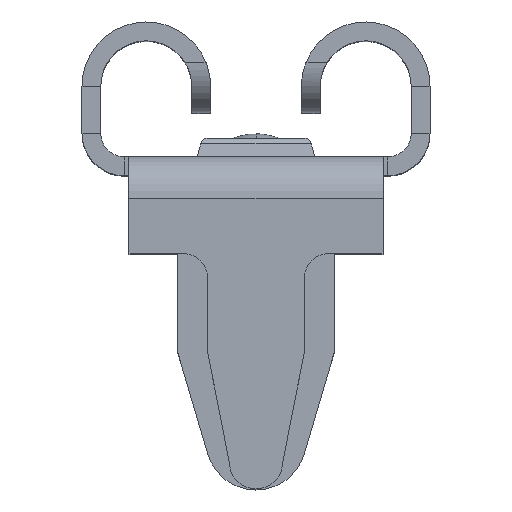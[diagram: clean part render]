
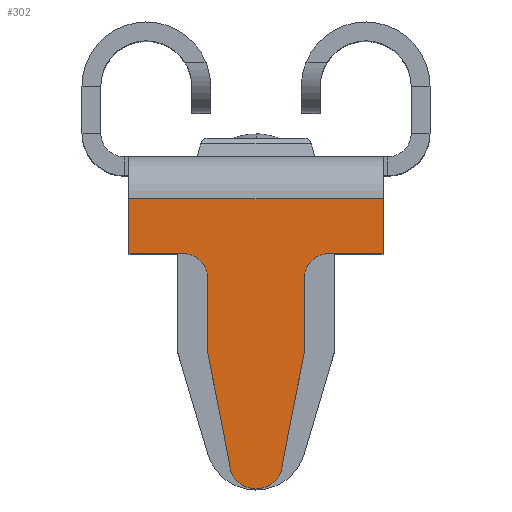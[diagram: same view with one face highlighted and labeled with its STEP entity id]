
A CAD part, top view. The second image highlights one B-rep face of the part: STEP entity #302.
In plain terms, the highlighted planar face has unit normal (0, 0, 1).
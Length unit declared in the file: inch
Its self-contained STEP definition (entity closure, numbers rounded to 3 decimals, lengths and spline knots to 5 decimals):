
#301 = VERTEX_POINT ( 'NONE', #1635 ) ;
#302 = ADVANCED_FACE ( 'NONE', ( #1638 ), #1639, .T. ) ;
#303 = EDGE_LOOP ( 'NONE', ( #304, #305, #306, #307, #310, #336, #476, #551, #523, #526, #389, #465 ) ) ;
#304 = ORIENTED_EDGE ( 'NONE', *, *, #472, .F. ) ;
#305 = ORIENTED_EDGE ( 'NONE', *, *, #347, .T. ) ;
#306 = ORIENTED_EDGE ( 'NONE', *, *, #359, .F. ) ;
#307 = ORIENTED_EDGE ( 'NONE', *, *, #308, .F. ) ;
#308 = EDGE_CURVE ( 'NONE', #309, #360, #1629, .T. ) ;
#309 = VERTEX_POINT ( 'NONE', #1649 ) ;
#310 = ORIENTED_EDGE ( 'NONE', *, *, #311, .F. ) ;
#311 = EDGE_CURVE ( 'NONE', #312, #309, #1636, .T. ) ;
#312 = VERTEX_POINT ( 'NONE', #1631 ) ;
#336 = ORIENTED_EDGE ( 'NONE', *, *, #337, .F. ) ;
#337 = EDGE_CURVE ( 'NONE', #338, #312, #1719, .T. ) ;
#338 = VERTEX_POINT ( 'NONE', #1701 ) ;
#347 = EDGE_CURVE ( 'NONE', #548, #301, #1698, .T. ) ;
#359 = EDGE_CURVE ( 'NONE', #360, #301, #1298, .T. ) ;
#360 = VERTEX_POINT ( 'NONE', #1796 ) ;
#388 = VERTEX_POINT ( 'NONE', #1732 ) ;
#389 = ORIENTED_EDGE ( 'NONE', *, *, #390, .F. ) ;
#390 = EDGE_CURVE ( 'NONE', #391, #388, #1794, .T. ) ;
#391 = VERTEX_POINT ( 'NONE', #1795 ) ;
#400 = VERTEX_POINT ( 'NONE', #1781 ) ;
#415 = VERTEX_POINT ( 'NONE', #1846 ) ;
#465 = ORIENTED_EDGE ( 'NONE', *, *, #466, .F. ) ;
#466 = EDGE_CURVE ( 'NONE', #415, #391, #1902, .T. ) ;
#472 = EDGE_CURVE ( 'NONE', #548, #415, #1926, .T. ) ;
#476 = ORIENTED_EDGE ( 'NONE', *, *, #477, .F. ) ;
#477 = EDGE_CURVE ( 'NONE', #550, #338, #1897, .T. ) ;
#523 = ORIENTED_EDGE ( 'NONE', *, *, #524, .F. ) ;
#524 = EDGE_CURVE ( 'NONE', #525, #400, #2021, .T. ) ;
#525 = VERTEX_POINT ( 'NONE', #2022 ) ;
#526 = ORIENTED_EDGE ( 'NONE', *, *, #527, .F. ) ;
#527 = EDGE_CURVE ( 'NONE', #388, #525, #2041, .T. ) ;
#548 = VERTEX_POINT ( 'NONE', #2078 ) ;
#550 = VERTEX_POINT ( 'NONE', #2077 ) ;
#551 = ORIENTED_EDGE ( 'NONE', *, *, #552, .F. ) ;
#552 = EDGE_CURVE ( 'NONE', #400, #550, #2086, .T. ) ;
#1298 = LINE ( 'NONE', #1365, #1356 ) ;
#1355 = DIRECTION ( 'NONE',  ( 0., 1., 0. ) ) ;
#1356 = VECTOR ( 'NONE', #1355, 39.37008 ) ;
#1365 = CARTESIAN_POINT ( 'NONE',  ( -0.081, 0., 0.13 ) ) ;
#1622 = CARTESIAN_POINT ( 'NONE',  ( -0.046, -0.065, 0.13 ) ) ;
#1625 = DIRECTION ( 'NONE',  ( 0., 0., 1. ) ) ;
#1626 = CARTESIAN_POINT ( 'NONE',  ( -0.046, -0.065, 0.13 ) ) ;
#1627 = AXIS2_PLACEMENT_3D ( 'NONE', #1622, #1625, #1645 ) ;
#1628 = CARTESIAN_POINT ( 'NONE',  ( -0.046, -0.05, 0.13 ) ) ;
#1629 = LINE ( 'NONE', #1628, #1647 ) ;
#1631 = CARTESIAN_POINT ( 'NONE',  ( -0.031, -0.065, 0.13 ) ) ;
#1632 = DIRECTION ( 'NONE',  ( 0., -1., 0. ) ) ;
#1633 = DIRECTION ( 'NONE',  ( 0., 0., 1. ) ) ;
#1635 = CARTESIAN_POINT ( 'NONE',  ( -0.081, -0.015, 0.13 ) ) ;
#1636 = CIRCLE ( 'NONE', #1644, 0.015 ) ;
#1638 = FACE_OUTER_BOUND ( 'NONE', #303, .T. ) ;
#1639 = PLANE ( 'NONE',  #1627 ) ;
#1644 = AXIS2_PLACEMENT_3D ( 'NONE', #1626, #1633, #1632 ) ;
#1645 = DIRECTION ( 'NONE',  ( 0., -1., 0. ) ) ;
#1646 = DIRECTION ( 'NONE',  ( -1., 0., 0. ) ) ;
#1647 = VECTOR ( 'NONE', #1646, 39.37008 ) ;
#1649 = CARTESIAN_POINT ( 'NONE',  ( -0.046, -0.05, 0.13 ) ) ;
#1686 = VECTOR ( 'NONE', #1702, 39.37008 ) ;
#1697 = CARTESIAN_POINT ( 'NONE',  ( -0.046, -0.015, 0.13 ) ) ;
#1698 = LINE ( 'NONE', #1697, #1706 ) ;
#1701 = CARTESIAN_POINT ( 'NONE',  ( -0.031, -0.112, 0.13 ) ) ;
#1702 = DIRECTION ( 'NONE',  ( 0., 1., 0. ) ) ;
#1704 = CARTESIAN_POINT ( 'NONE',  ( -0.031, -0.112, 0.13 ) ) ;
#1705 = DIRECTION ( 'NONE',  ( -1., 0., 0. ) ) ;
#1706 = VECTOR ( 'NONE', #1705, 39.37008 ) ;
#1719 = LINE ( 'NONE', #1704, #1686 ) ;
#1732 = CARTESIAN_POINT ( 'NONE',  ( 0.031, -0.065, 0.13 ) ) ;
#1766 = CARTESIAN_POINT ( 'NONE',  ( 0.046, -0.065, 0.13 ) ) ;
#1781 = CARTESIAN_POINT ( 'NONE',  ( 0.017, -0.183, 0.13 ) ) ;
#1791 = DIRECTION ( 'NONE',  ( 0., -1., 0. ) ) ;
#1792 = DIRECTION ( 'NONE',  ( 0., 0., 1. ) ) ;
#1793 = AXIS2_PLACEMENT_3D ( 'NONE', #1766, #1792, #1791 ) ;
#1794 = CIRCLE ( 'NONE', #1793, 0.015 ) ;
#1795 = CARTESIAN_POINT ( 'NONE',  ( 0.046, -0.05, 0.13 ) ) ;
#1796 = CARTESIAN_POINT ( 'NONE',  ( -0.081, -0.05, 0.13 ) ) ;
#1846 = CARTESIAN_POINT ( 'NONE',  ( 0.081, -0.05, 0.13 ) ) ;
#1894 = DIRECTION ( 'NONE',  ( -0.193, 0.981, 0. ) ) ;
#1895 = VECTOR ( 'NONE', #1894, 39.37008 ) ;
#1896 = CARTESIAN_POINT ( 'NONE',  ( -0.017, -0.183, 0.13 ) ) ;
#1897 = LINE ( 'NONE', #1896, #1895 ) ;
#1898 = DIRECTION ( 'NONE',  ( 0., -1., 0. ) ) ;
#1899 = VECTOR ( 'NONE', #1898, 39.37008 ) ;
#1900 = DIRECTION ( 'NONE',  ( -1., 0., 0. ) ) ;
#1901 = CARTESIAN_POINT ( 'NONE',  ( 0.046, -0.05, 0.13 ) ) ;
#1902 = LINE ( 'NONE', #1901, #1904 ) ;
#1904 = VECTOR ( 'NONE', #1900, 39.37008 ) ;
#1926 = LINE ( 'NONE', #1931, #1899 ) ;
#1931 = CARTESIAN_POINT ( 'NONE',  ( 0.081, -0.05, 0.13 ) ) ;
#2014 = VECTOR ( 'NONE', #2039, 39.37008 ) ;
#2018 = DIRECTION ( 'NONE',  ( -0.193, -0.981, 0. ) ) ;
#2019 = VECTOR ( 'NONE', #2018, 39.37008 ) ;
#2020 = CARTESIAN_POINT ( 'NONE',  ( 0.017, -0.183, 0.13 ) ) ;
#2021 = LINE ( 'NONE', #2020, #2019 ) ;
#2022 = CARTESIAN_POINT ( 'NONE',  ( 0.031, -0.112, 0.13 ) ) ;
#2039 = DIRECTION ( 'NONE',  ( 0., -1., 0. ) ) ;
#2040 = CARTESIAN_POINT ( 'NONE',  ( 0.031, -0.112, 0.13 ) ) ;
#2041 = LINE ( 'NONE', #2040, #2014 ) ;
#2069 = DIRECTION ( 'NONE',  ( 0., -1., 0. ) ) ;
#2070 = DIRECTION ( 'NONE',  ( 0., 0., -1. ) ) ;
#2071 = CARTESIAN_POINT ( 'NONE',  ( 0., -0.183, 0.13 ) ) ;
#2077 = CARTESIAN_POINT ( 'NONE',  ( -0.017, -0.183, 0.13 ) ) ;
#2078 = CARTESIAN_POINT ( 'NONE',  ( 0.081, -0.015, 0.13 ) ) ;
#2085 = AXIS2_PLACEMENT_3D ( 'NONE', #2071, #2070, #2069 ) ;
#2086 = CIRCLE ( 'NONE', #2085, 0.017 ) ;
